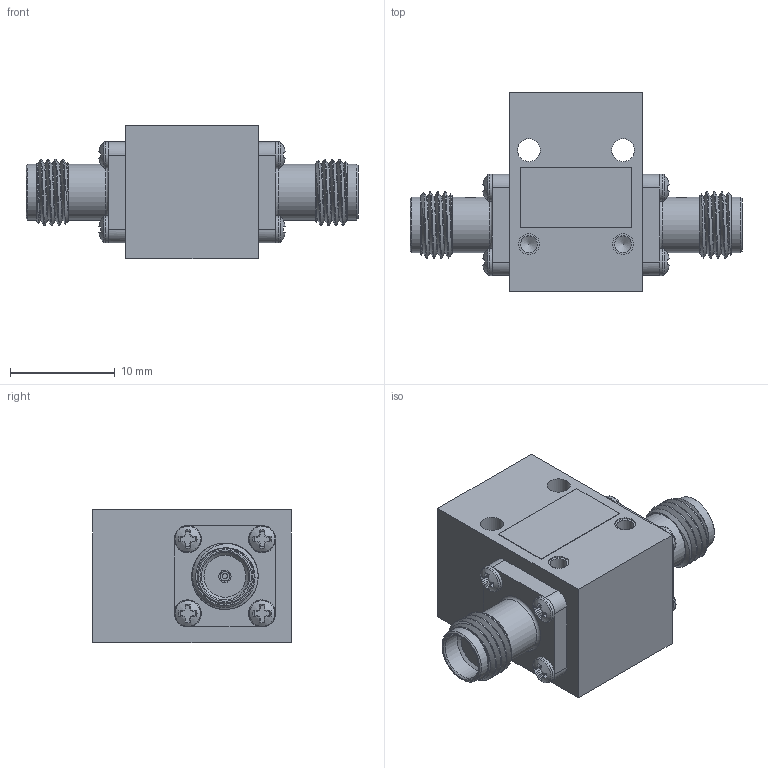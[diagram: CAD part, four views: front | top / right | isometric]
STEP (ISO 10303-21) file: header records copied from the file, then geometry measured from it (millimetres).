
FILE_DESCRIPTION (( 'STEP AP203' ), '1' );
FILE_NAME ('SFI0712.step', '2020-01-22T16:10:28', ( '' ), ( '' ), 'SwSTEP 2.0', 'SolidWorks 2018', '' );
FILE_SCHEMA (( 'CONFIG_CONTROL_DESIGN' ));
Length unit declared in the file: inch
Products named in the file (1): SFI0712
Bounding box: 31.75 x 19 x 12.75 mm (x, y, z)
Volume: 3552 mm3; surface area: 2273.4 mm2
Topology: 1 solids, 9 shells, 315 faces, 783 edges, 517 vertices
Faces by surface type: plane 199, cylinder 48, cone 44, bspline 22, torus 2
Full cylindrical faces by diameter (mm): 0.513 x2, 0.914 x2, 1.092 x8, 1.168 x2, 1.6 x2, 2 x2, 2.2 x2, 2.591 x8, 4.521 x2, 5.08 x2, 5.334 x4
Entity records: 11675 total; most frequent: CARTESIAN_POINT 4956, ORIENTED_EDGE 1404, DIRECTION 1180, EDGE_CURVE 702, VERTEX_POINT 490, AXIS2_PLACEMENT_3D 446, EDGE_LOOP 404, FACE_OUTER_BOUND 361
